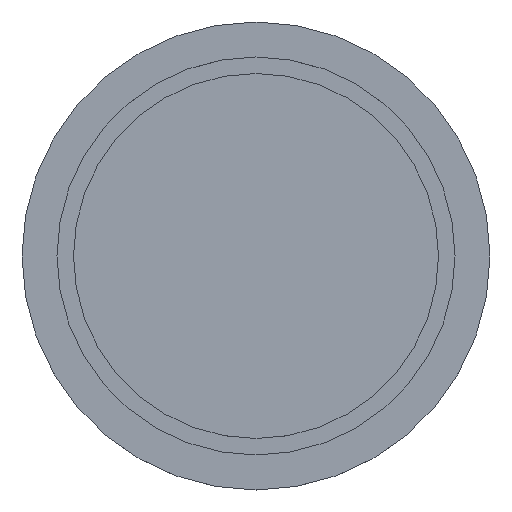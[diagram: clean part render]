
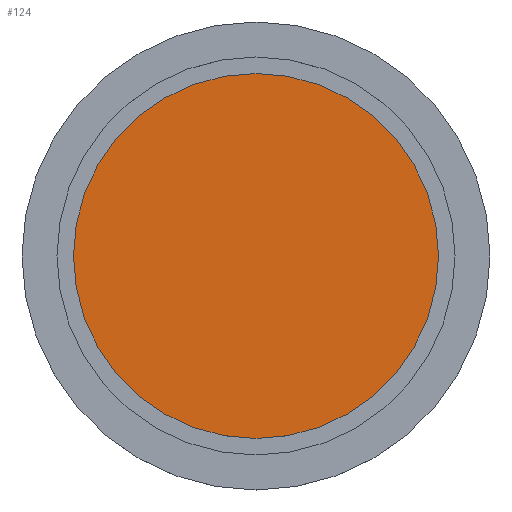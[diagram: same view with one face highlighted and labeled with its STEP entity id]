
A CAD part, top view. The second image highlights one B-rep face of the part: STEP entity #124.
In plain terms, the highlighted planar face has unit normal (0, 0, 1).
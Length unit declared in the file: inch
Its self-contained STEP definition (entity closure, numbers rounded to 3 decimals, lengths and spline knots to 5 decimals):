
#20=PLANE('',#162);
#33=FACE_OUTER_BOUND('',#44,.T.);
#44=EDGE_LOOP('',(#114));
#59=CIRCLE('',#151,2.765);
#68=VERTEX_POINT('',#218);
#79=EDGE_CURVE('',#68,#68,#59,.T.);
#114=ORIENTED_EDGE('',*,*,#79,.T.);
#124=ADVANCED_FACE('',(#33),#20,.F.);
#151=AXIS2_PLACEMENT_3D('',#220,#179,#180);
#162=AXIS2_PLACEMENT_3D('',#238,#204,#205);
#179=DIRECTION('center_axis',(0.,0.,1.));
#180=DIRECTION('ref_axis',(-1.,0.,0.));
#204=DIRECTION('center_axis',(0.,0.,-1.));
#205=DIRECTION('ref_axis',(-1.,0.,0.));
#218=CARTESIAN_POINT('',(2.765,0.,0.15));
#220=CARTESIAN_POINT('Origin',(0.,0.,0.15));
#238=CARTESIAN_POINT('Origin',(0.,0.,0.15));
